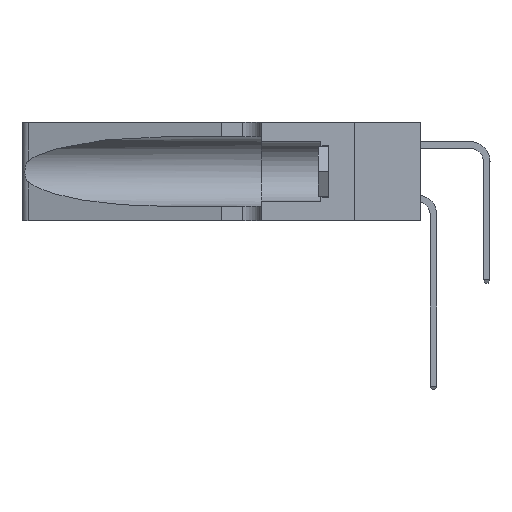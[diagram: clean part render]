
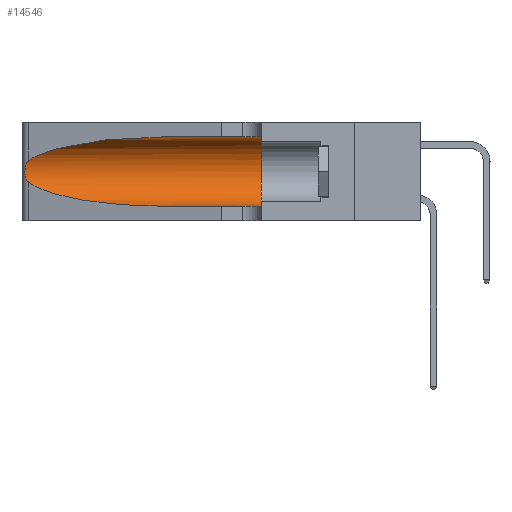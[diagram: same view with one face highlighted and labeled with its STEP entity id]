
A CAD part, left-side view. The second image highlights one B-rep face of the part: STEP entity #14546.
In plain terms, the highlighted cylindrical face has radius 3.308 mm (diameter 6.617 mm), a partial arc.
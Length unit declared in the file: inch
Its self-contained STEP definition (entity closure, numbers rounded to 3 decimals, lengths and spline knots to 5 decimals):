
#801 = DIRECTION ( 'NONE',  ( 0., 0., 1. ) ) ;
#953 = CARTESIAN_POINT ( 'NONE',  ( 0.2373, 1.15595, 0.08982 ) ) ;
#1223 = DIRECTION ( 'NONE',  ( 0., 0., -1. ) ) ;
#1439 = CARTESIAN_POINT ( 'NONE',  ( 0.1305, 0.72297, 0.31525 ) ) ;
#1639 = LINE ( 'NONE', #13157, #26680 ) ;
#1798 = EDGE_CURVE ( 'NONE', #17560, #29835, #15402, .T. ) ;
#1941 = CARTESIAN_POINT ( 'NONE',  ( 0.25555, 1.22993, 0.14849 ) ) ;
#2063 = ORIENTED_EDGE ( 'NONE', *, *, #16620, .T. ) ;
#2506 = AXIS2_PLACEMENT_3D ( 'NONE', #24677, #3319, #801 ) ;
#3319 = DIRECTION ( 'NONE',  ( 0., 1., 0. ) ) ;
#4046 = CARTESIAN_POINT ( 'NONE',  ( 0.25787, 1.23484, 0.2124 ) ) ;
#4146 = CARTESIAN_POINT ( 'NONE',  ( 0.26017, 1.23833, 0.17102 ) ) ;
#4557 = CARTESIAN_POINT ( 'NONE',  ( 0.1305, 0.72297, 0.05475 ) ) ;
#5184 = CARTESIAN_POINT ( 'NONE',  ( 0.1305, 0.35, 0.31525 ) ) ;
#5293 = ORIENTED_EDGE ( 'NONE', *, *, #1798, .F. ) ;
#5924 = CARTESIAN_POINT ( 'NONE',  ( 0.1305, 0.72297, 0.05475 ) ) ;
#5925 = CARTESIAN_POINT ( 'NONE',  ( 0.1305, 1.61858, 0.185 ) ) ;
#6033 = CARTESIAN_POINT ( 'NONE',  ( 0.25487, 1.22718, 0.14631 ) ) ;
#6043 = FACE_OUTER_BOUND ( 'NONE', #17229, .T. ) ;
#6718 = EDGE_CURVE ( 'NONE', #23716, #29835, #26716, .T. ) ;
#7794 = VERTEX_POINT ( 'NONE', #27061 ) ;
#7875 = EDGE_CURVE ( 'NONE', #27715, #23716, #27296, .T. ) ;
#8616 = CARTESIAN_POINT ( 'NONE',  ( 0.2373, 1.15595, 0.28018 ) ) ;
#10036 = ORIENTED_EDGE ( 'NONE', *, *, #15453, .T. ) ;
#12697 = EDGE_CURVE ( 'NONE', #7794, #17560, #1639, .T. ) ;
#13146 = DIRECTION ( 'NONE',  ( 0., -1., 0. ) ) ;
#13157 = CARTESIAN_POINT ( 'NONE',  ( 0.1305, 1.61858, 0.31525 ) ) ;
#13741 = CARTESIAN_POINT ( 'NONE',  ( 0.26075, 1.23896, 0.19203 ) ) ;
#13801 = CARTESIAN_POINT ( 'NONE',  ( 0.25487, 1.22718, 0.14631 ) ) ;
#14546 = ADVANCED_FACE ( 'NONE', ( #6043 ), #24356, .F. ) ;
#15402 = CIRCLE ( 'NONE', #2506, 0.13025 ) ;
#15453 = EDGE_CURVE ( 'NONE', #17215, #27715, #27932, .T. ) ;
#15866 = AXIS2_PLACEMENT_3D ( 'NONE', #5925, #13146, #1223 ) ;
#16010 = CARTESIAN_POINT ( 'NONE',  ( 0.25487, 1.22718, 0.22369 ) ) ;
#16501 = CARTESIAN_POINT ( 'NONE',  ( 0.25487, 1.22718, 0.14631 ) ) ;
#16620 = EDGE_CURVE ( 'NONE', #7794, #17215, #17802, .T. ) ;
#17215 = VERTEX_POINT ( 'NONE', #25153 ) ;
#17229 = EDGE_LOOP ( 'NONE', ( #2063, #10036, #25484, #17913, #5293, #25931 ) ) ;
#17560 = VERTEX_POINT ( 'NONE', #5184 ) ;
#17802 =( BOUNDED_CURVE ( )  B_SPLINE_CURVE ( 3, ( #1439, #20808, #8616, #22785 ),
 .UNSPECIFIED., .F., .F. ) 
 B_SPLINE_CURVE_WITH_KNOTS ( ( 4, 4 ),
 ( 1.5708, 2.84003 ),
 .UNSPECIFIED. ) 
 CURVE ( )  GEOMETRIC_REPRESENTATION_ITEM ( )  RATIONAL_B_SPLINE_CURVE ( ( 1., 0.87, 0.87, 1. ) ) 
 REPRESENTATION_ITEM ( '' )  );
#17913 = ORIENTED_EDGE ( 'NONE', *, *, #6718, .T. ) ;
#18380 = CARTESIAN_POINT ( 'NONE',  ( 0.25555, 1.22994, 0.2215 ) ) ;
#18411 = CARTESIAN_POINT ( 'NONE',  ( 0.1305, 1.61858, 0.05475 ) ) ;
#18483 = CARTESIAN_POINT ( 'NONE',  ( 0.26075, 1.23896, 0.178 ) ) ;
#20785 = CARTESIAN_POINT ( 'NONE',  ( 0.25854, 1.2359, 0.20912 ) ) ;
#20808 = CARTESIAN_POINT ( 'NONE',  ( 0.18966, 0.96281, 0.31525 ) ) ;
#20986 = CARTESIAN_POINT ( 'NONE',  ( 0.25639, 1.23184, 0.21858 ) ) ;
#22725 = CARTESIAN_POINT ( 'NONE',  ( 0.18966, 0.96281, 0.05475 ) ) ;
#22785 = CARTESIAN_POINT ( 'NONE',  ( 0.25487, 1.22718, 0.22369 ) ) ;
#23174 = CARTESIAN_POINT ( 'NONE',  ( 0.26018, 1.23835, 0.19895 ) ) ;
#23716 = VERTEX_POINT ( 'NONE', #4557 ) ;
#24356 = CYLINDRICAL_SURFACE ( 'NONE', #15866, 0.13025 ) ;
#24677 = CARTESIAN_POINT ( 'NONE',  ( 0.1305, 0.35, 0.185 ) ) ;
#25153 = CARTESIAN_POINT ( 'NONE',  ( 0.25487, 1.22718, 0.22369 ) ) ;
#25484 = ORIENTED_EDGE ( 'NONE', *, *, #7875, .T. ) ;
#25644 = CARTESIAN_POINT ( 'NONE',  ( 0.25856, 1.23593, 0.16098 ) ) ;
#25931 = ORIENTED_EDGE ( 'NONE', *, *, #12697, .F. ) ;
#26606 = CARTESIAN_POINT ( 'NONE',  ( 0.1305, 0.35, 0.05475 ) ) ;
#26680 = VECTOR ( 'NONE', #30755, 39.37008 ) ;
#26716 = LINE ( 'NONE', #18411, #27102 ) ;
#27061 = CARTESIAN_POINT ( 'NONE',  ( 0.1305, 0.72297, 0.31525 ) ) ;
#27102 = VECTOR ( 'NONE', #30468, 39.37008 ) ;
#27296 =( BOUNDED_CURVE ( )  B_SPLINE_CURVE ( 3, ( #6033, #953, #22725, #5924 ),
 .UNSPECIFIED., .F., .T. ) 
 B_SPLINE_CURVE_WITH_KNOTS ( ( 4, 4 ),
 ( 3.44316, 4.71239 ),
 .UNSPECIFIED. ) 
 CURVE ( )  GEOMETRIC_REPRESENTATION_ITEM ( )  RATIONAL_B_SPLINE_CURVE ( ( 1., 0.87, 0.87, 1. ) ) 
 REPRESENTATION_ITEM ( '' )  );
#27715 = VERTEX_POINT ( 'NONE', #13801 ) ;
#27932 = B_SPLINE_CURVE_WITH_KNOTS ( 'NONE', 3,
 ( #16010, #18380, #20986, #4046, #20785, #23174, #13741, #18483, #4146, #25644, #28049, #28149, #1941, #16501 ),
 .UNSPECIFIED., .F., .F.,
 ( 4, 2, 2, 2, 2, 2, 4 ),
 ( 0., 0.00027, 0.00053, 0.00107, 0.0016, 0.00187, 0.00214 ),
 .UNSPECIFIED. ) ;
#28049 = CARTESIAN_POINT ( 'NONE',  ( 0.25789, 1.23486, 0.15765 ) ) ;
#28149 = CARTESIAN_POINT ( 'NONE',  ( 0.25639, 1.23186, 0.15144 ) ) ;
#29835 = VERTEX_POINT ( 'NONE', #26606 ) ;
#30468 = DIRECTION ( 'NONE',  ( 0., -1., 0. ) ) ;
#30755 = DIRECTION ( 'NONE',  ( 0., -1., 0. ) ) ;
